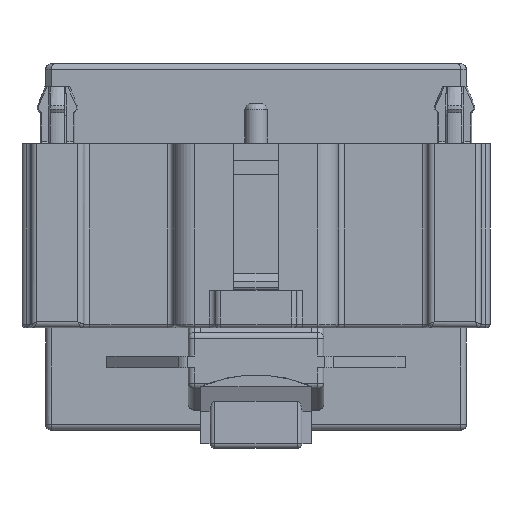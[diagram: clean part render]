
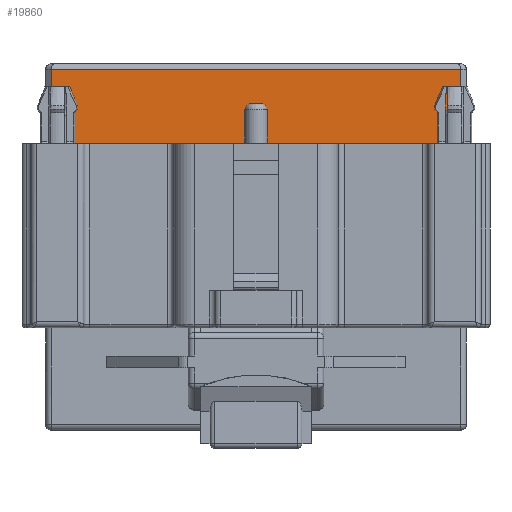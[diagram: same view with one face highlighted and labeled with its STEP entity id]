
A CAD part, left-side view. The second image highlights one B-rep face of the part: STEP entity #19860.
In plain terms, the highlighted planar face has unit normal (-1, 0, 0).
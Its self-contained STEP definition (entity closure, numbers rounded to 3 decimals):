
#950=PLANE('',#21708);
#2057=FACE_OUTER_BOUND('',#3207,.T.);
#3207=EDGE_LOOP('',(#17875,#17876,#17877,#17878));
#3453=LINE('',#28025,#5488);
#4461=LINE('',#31514,#6496);
#4465=LINE('',#31521,#6500);
#5240=LINE('',#33954,#7275);
#5488=VECTOR('',#22201,10.);
#6496=VECTOR('',#24847,10.);
#6500=VECTOR('',#24853,10.);
#7275=VECTOR('',#27194,10.);
#8199=VERTEX_POINT('',#28022);
#8200=VERTEX_POINT('',#28024);
#9150=VERTEX_POINT('',#31513);
#9152=VERTEX_POINT('',#31519);
#10070=EDGE_CURVE('',#8199,#8200,#3453,.T.);
#11502=EDGE_CURVE('',#8200,#9150,#4461,.T.);
#11506=EDGE_CURVE('',#9152,#8199,#4465,.T.);
#12637=EDGE_CURVE('',#9150,#9152,#5240,.T.);
#17875=ORIENTED_EDGE('',*,*,#12637,.F.);
#17876=ORIENTED_EDGE('',*,*,#11502,.F.);
#17877=ORIENTED_EDGE('',*,*,#10070,.F.);
#17878=ORIENTED_EDGE('',*,*,#11506,.F.);
#19860=ADVANCED_FACE('',(#2057),#950,.T.);
#21708=AXIS2_PLACEMENT_3D('',#33960,#27201,#27202);
#22201=DIRECTION('',(0.,1.,0.));
#24847=DIRECTION('',(0.,0.,1.));
#24853=DIRECTION('',(0.,0.,-1.));
#27194=DIRECTION('',(0.,-1.,0.));
#27201=DIRECTION('center_axis',(-1.,0.,0.));
#27202=DIRECTION('ref_axis',(0.,0.,1.));
#28022=CARTESIAN_POINT('',(1.52,-32.95,12.9));
#28024=CARTESIAN_POINT('',(1.52,1.75,12.9));
#28025=CARTESIAN_POINT('',(1.52,-32.95,12.9));
#31513=CARTESIAN_POINT('',(1.52,1.75,21.8));
#31514=CARTESIAN_POINT('',(1.52,1.75,12.9));
#31519=CARTESIAN_POINT('',(1.52,-32.95,21.8));
#31521=CARTESIAN_POINT('',(1.52,-32.95,21.8));
#33954=CARTESIAN_POINT('',(1.52,1.75,21.8));
#33960=CARTESIAN_POINT('Origin',(1.52,-15.6,12.89));
